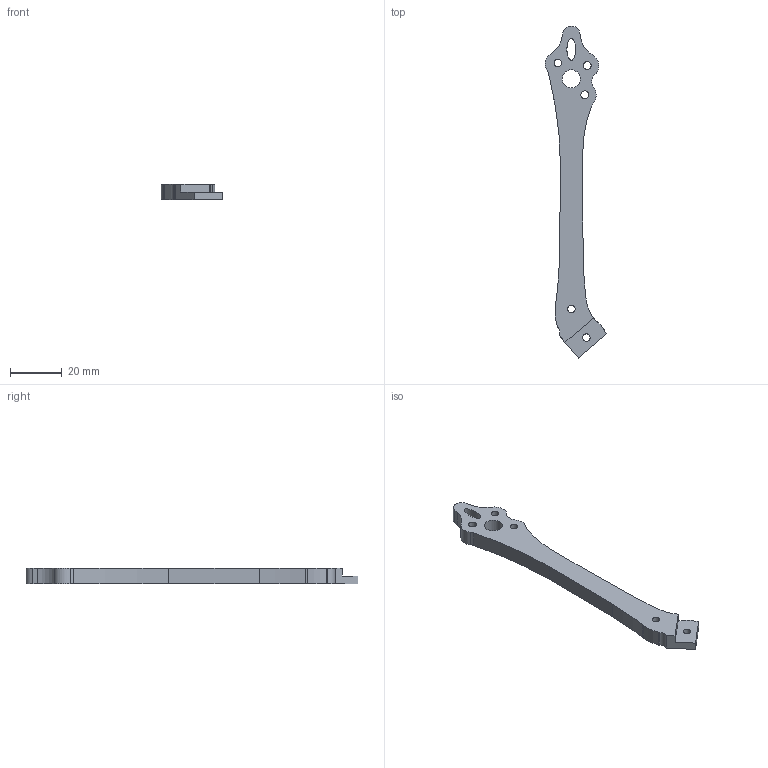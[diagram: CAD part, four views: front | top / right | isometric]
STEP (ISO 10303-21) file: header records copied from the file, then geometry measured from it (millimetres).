
FILE_DESCRIPTION(/* description */ (''),/* implementation_level */ '2;1');
FILE_NAME(/* name */ 'T_Arm_6mm v2.step',/* time_stamp */ '2021-11-11T00:06:53-05:00',/* author */ (''),/* organization */ (''),/* preprocessor_version */ 'ST-DEVELOPER v18.1',/* originating_system */ 'Autodesk Translation Framework v10.10.0.1391',/* authorisation */ '');
FILE_SCHEMA (('AUTOMOTIVE_DESIGN { 1 0 10303 214 3 1 1 }'));
Length unit declared in the file: millimetre
Products named in the file (1): T_Arm_6mm
Bounding box: 23.79 x 127.85 x 6 mm (x, y, z)
Volume: 7644.1 mm3; surface area: 4776.1 mm2
Topology: 1 solids, 1 shells, 42 faces, 120 edges, 80 vertices
Faces by surface type: cylinder 30, plane 11, bspline 1
Full cylindrical faces by diameter (mm): 2.9 x2, 3 x3, 7 x1
Entity records: 1488 total; most frequent: DIRECTION 267, CARTESIAN_POINT 260, ORIENTED_EDGE 240, EDGE_CURVE 120, AXIS2_PLACEMENT_3D 105, VERTEX_POINT 80, CIRCLE 61, LINE 57
